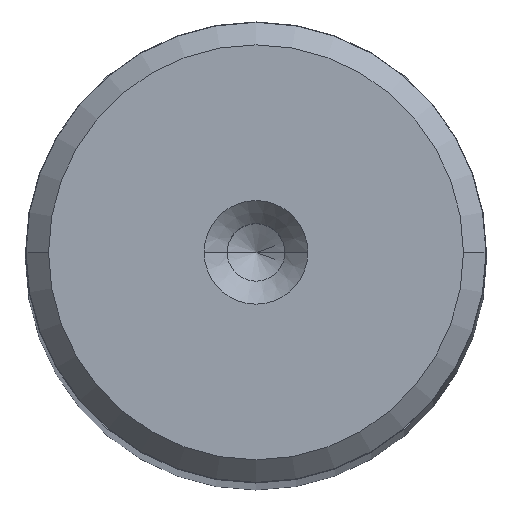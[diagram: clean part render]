
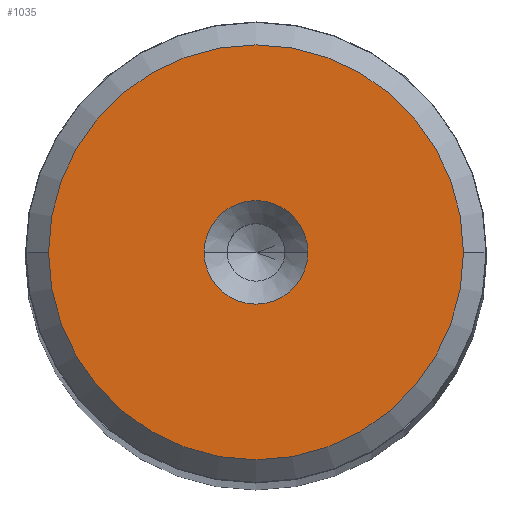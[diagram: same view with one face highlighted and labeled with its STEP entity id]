
A CAD part, top view. The second image highlights one B-rep face of the part: STEP entity #1035.
In plain terms, the highlighted planar face has unit normal (0, 0, 1).
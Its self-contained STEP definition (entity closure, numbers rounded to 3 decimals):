
#11 = CIRCLE ( 'NONE', #1469, 2.25 ) ;
#153 = EDGE_CURVE ( 'NONE', #187, #282, #11, .T. ) ;
#187 = VERTEX_POINT ( 'NONE', #2771 ) ;
#252 = VERTEX_POINT ( 'NONE', #1349 ) ;
#262 = CARTESIAN_POINT ( 'NONE',  ( 2.25, 0., 180. ) ) ;
#282 = VERTEX_POINT ( 'NONE', #262 ) ;
#296 = AXIS2_PLACEMENT_3D ( 'NONE', #852, #1303, #451 ) ;
#325 = DIRECTION ( 'NONE',  ( 1., 0., 0. ) ) ;
#391 = VERTEX_POINT ( 'NONE', #2220 ) ;
#451 = DIRECTION ( 'NONE',  ( 1., 0., 0. ) ) ;
#585 = ORIENTED_EDGE ( 'NONE', *, *, #1329, .T. ) ;
#703 = FACE_OUTER_BOUND ( 'NONE', #1018, .T. ) ;
#744 = DIRECTION ( 'NONE',  ( 1., 0., 0. ) ) ;
#780 = DIRECTION ( 'NONE',  ( 0., 0., 1. ) ) ;
#796 = DIRECTION ( 'NONE',  ( 0., 0., 1. ) ) ;
#801 = DIRECTION ( 'NONE',  ( 1., 0., 0. ) ) ;
#852 = CARTESIAN_POINT ( 'NONE',  ( 0., 0., 180. ) ) ;
#864 = ORIENTED_EDGE ( 'NONE', *, *, #153, .F. ) ;
#1018 = EDGE_LOOP ( 'NONE', ( #585, #2534 ) ) ;
#1035 = ADVANCED_FACE ( 'NONE', ( #1937, #703 ), #1285, .T. ) ;
#1055 = AXIS2_PLACEMENT_3D ( 'NONE', #2266, #2699, #744 ) ;
#1285 = PLANE ( 'NONE',  #296 ) ;
#1303 = DIRECTION ( 'NONE',  ( 0., 0., 1. ) ) ;
#1329 = EDGE_CURVE ( 'NONE', #252, #391, #1834, .T. ) ;
#1349 = CARTESIAN_POINT ( 'NONE',  ( -9.009, 0., 180. ) ) ;
#1469 = AXIS2_PLACEMENT_3D ( 'NONE', #2338, #2150, #1493 ) ;
#1493 = DIRECTION ( 'NONE',  ( 1., 0., 0. ) ) ;
#1549 = AXIS2_PLACEMENT_3D ( 'NONE', #2069, #780, #801 ) ;
#1688 = AXIS2_PLACEMENT_3D ( 'NONE', #2543, #796, #325 ) ;
#1834 = CIRCLE ( 'NONE', #1549, 9.009 ) ;
#1937 = FACE_BOUND ( 'NONE', #2359, .T. ) ;
#2069 = CARTESIAN_POINT ( 'NONE',  ( 0., 0., 180. ) ) ;
#2141 = EDGE_CURVE ( 'NONE', #391, #252, #2689, .T. ) ;
#2150 = DIRECTION ( 'NONE',  ( 0., 0., 1. ) ) ;
#2220 = CARTESIAN_POINT ( 'NONE',  ( 9.009, 0., 180. ) ) ;
#2266 = CARTESIAN_POINT ( 'NONE',  ( 0., 0., 180. ) ) ;
#2338 = CARTESIAN_POINT ( 'NONE',  ( 0., 0., 180. ) ) ;
#2359 = EDGE_LOOP ( 'NONE', ( #2458, #864 ) ) ;
#2413 = CIRCLE ( 'NONE', #1688, 2.25 ) ;
#2458 = ORIENTED_EDGE ( 'NONE', *, *, #2541, .F. ) ;
#2534 = ORIENTED_EDGE ( 'NONE', *, *, #2141, .T. ) ;
#2541 = EDGE_CURVE ( 'NONE', #282, #187, #2413, .T. ) ;
#2543 = CARTESIAN_POINT ( 'NONE',  ( 0., 0., 180. ) ) ;
#2689 = CIRCLE ( 'NONE', #1055, 9.009 ) ;
#2699 = DIRECTION ( 'NONE',  ( 0., 0., 1. ) ) ;
#2771 = CARTESIAN_POINT ( 'NONE',  ( -2.25, 0., 180. ) ) ;
